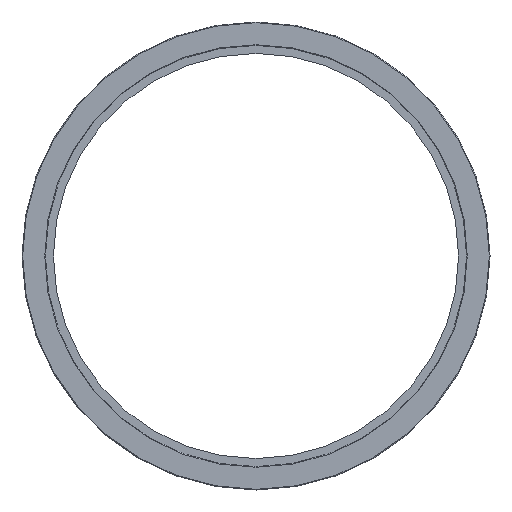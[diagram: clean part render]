
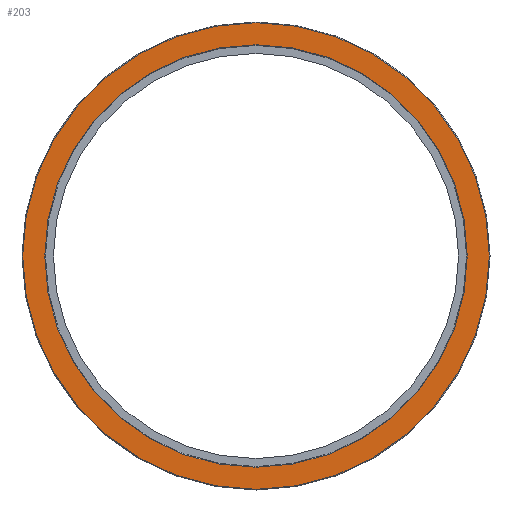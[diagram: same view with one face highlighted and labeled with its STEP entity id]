
A CAD part, front view. The second image highlights one B-rep face of the part: STEP entity #203.
In plain terms, the highlighted planar face has unit normal (0, -1, 0).
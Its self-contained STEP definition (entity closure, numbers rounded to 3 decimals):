
#30 = VERTEX_POINT ( 'NONE', #676 ) ;
#108 = EDGE_LOOP ( 'NONE', ( #542, #873 ) ) ;
#147 = CARTESIAN_POINT ( 'NONE',  ( 0., 0., 0. ) ) ;
#156 = CARTESIAN_POINT ( 'NONE',  ( 0., 0., 0. ) ) ;
#192 = CIRCLE ( 'NONE', #659, 144.6 ) ;
#198 = CARTESIAN_POINT ( 'NONE',  ( 0., 0., 130.9 ) ) ;
#203 = ADVANCED_FACE ( 'NONE', ( #499, #821 ), #544, .T. ) ;
#217 = DIRECTION ( 'NONE',  ( 0., 0., -1. ) ) ;
#222 = CARTESIAN_POINT ( 'NONE',  ( 0., 0., 144.6 ) ) ;
#225 = DIRECTION ( 'NONE',  ( 0., 0., -1. ) ) ;
#249 = DIRECTION ( 'NONE',  ( 0., 0., -1. ) ) ;
#298 = EDGE_CURVE ( 'NONE', #516, #743, #192, .T. ) ;
#331 = CARTESIAN_POINT ( 'NONE',  ( 0., 0., 0. ) ) ;
#335 = AXIS2_PLACEMENT_3D ( 'NONE', #147, #654, #217 ) ;
#340 = DIRECTION ( 'NONE',  ( 0., 1., 0. ) ) ;
#342 = EDGE_CURVE ( 'NONE', #30, #692, #917, .T. ) ;
#390 = CIRCLE ( 'NONE', #639, 130.9 ) ;
#403 = DIRECTION ( 'NONE',  ( 0., 0., -1. ) ) ;
#466 = AXIS2_PLACEMENT_3D ( 'NONE', #619, #908, #249 ) ;
#472 = EDGE_CURVE ( 'NONE', #743, #516, #810, .T. ) ;
#499 = FACE_BOUND ( 'NONE', #108, .T. ) ;
#516 = VERTEX_POINT ( 'NONE', #222 ) ;
#537 = EDGE_CURVE ( 'NONE', #692, #30, #390, .T. ) ;
#542 = ORIENTED_EDGE ( 'NONE', *, *, #342, .T. ) ;
#544 = PLANE ( 'NONE',  #466 ) ;
#548 = ORIENTED_EDGE ( 'NONE', *, *, #298, .T. ) ;
#561 = EDGE_LOOP ( 'NONE', ( #548, #615 ) ) ;
#566 = CARTESIAN_POINT ( 'NONE',  ( 0., 0., -144.6 ) ) ;
#615 = ORIENTED_EDGE ( 'NONE', *, *, #472, .T. ) ;
#619 = CARTESIAN_POINT ( 'NONE',  ( -130.5, 0., 0. ) ) ;
#639 = AXIS2_PLACEMENT_3D ( 'NONE', #156, #664, #225 ) ;
#654 = DIRECTION ( 'NONE',  ( 0., -1., 0. ) ) ;
#659 = AXIS2_PLACEMENT_3D ( 'NONE', #331, #847, #403 ) ;
#664 = DIRECTION ( 'NONE',  ( 0., 1., 0. ) ) ;
#676 = CARTESIAN_POINT ( 'NONE',  ( 0., 0., -130.9 ) ) ;
#692 = VERTEX_POINT ( 'NONE', #198 ) ;
#743 = VERTEX_POINT ( 'NONE', #566 ) ;
#778 = CARTESIAN_POINT ( 'NONE',  ( 0., 0., 0. ) ) ;
#810 = CIRCLE ( 'NONE', #335, 144.6 ) ;
#821 = FACE_OUTER_BOUND ( 'NONE', #561, .T. ) ;
#847 = DIRECTION ( 'NONE',  ( 0., -1., 0. ) ) ;
#848 = AXIS2_PLACEMENT_3D ( 'NONE', #778, #340, #854 ) ;
#854 = DIRECTION ( 'NONE',  ( 0., 0., -1. ) ) ;
#873 = ORIENTED_EDGE ( 'NONE', *, *, #537, .T. ) ;
#908 = DIRECTION ( 'NONE',  ( 0., -1., 0. ) ) ;
#917 = CIRCLE ( 'NONE', #848, 130.9 ) ;
